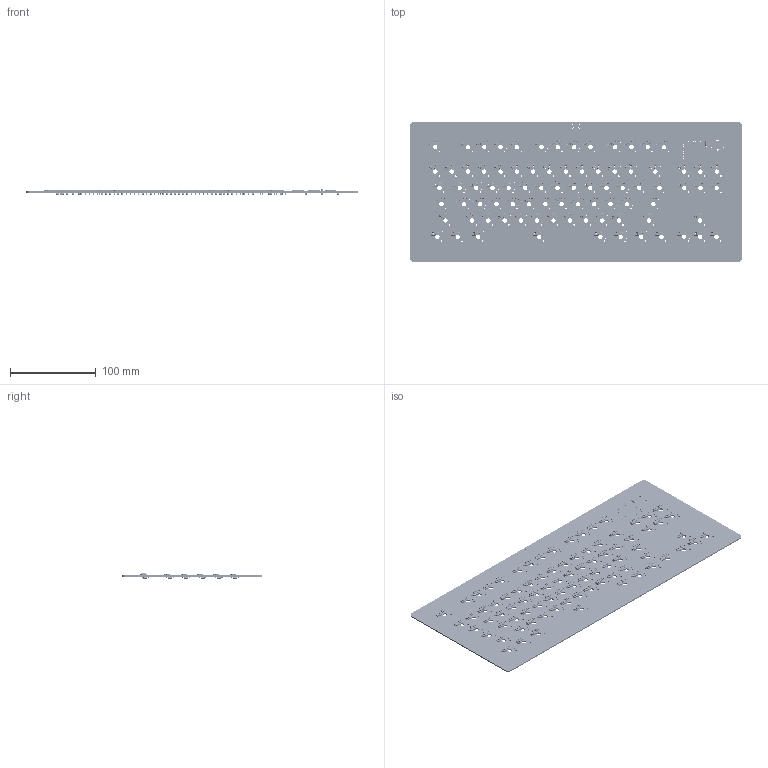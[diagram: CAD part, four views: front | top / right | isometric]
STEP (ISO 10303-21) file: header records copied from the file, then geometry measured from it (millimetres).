
FILE_DESCRIPTION(('KiCad electronic assembly'),'2;1');
FILE_NAME('mechanical-keyboard-updated.step','2025-06-15T23:35:26',( 'Pcbnew'),('Kicad'),'Open CASCADE STEP processor 7.8', 'KiCad to STEP converter','Unknown');
FILE_SCHEMA(('AUTOMOTIVE_DESIGN { 1 0 10303 214 1 1 1 1 }'));
Length unit declared in the file: millimetre
Products named in the file (9): mechanical-keyboard-updated 1; Kailh-Choc-Socket-CPG135001S30; Body; Insert 2; Insert 1; R_Axial_DIN0207_L6.3mm_D2.5mm_P7.62mm_Horizontal; R_0603_1608Metric; D_DO-35_SOD27_P7.62mm_Horizontal; mechanical-keyboard_PCB
Assembly tree (175 placements, depth 3):
  mechanical-keyboard-updated 1
    Kailh-Choc-Socket-CPG135001S30  x84
      Body
      Insert 2
      Insert 1
    R_Axial_DIN0207_L6.3mm_D2.5mm_P7.62mm_Horizontal
    R_0603_1608Metric  x2
    D_DO-35_SOD27_P7.62mm_Horizontal  x84
    mechanical-keyboard_PCB
Bounding box: 387.8 x 163.72 x 6.69 mm (x, y, z)
Volume: 98896.5 mm3; surface area: 156654.9 mm2
Topology: 424 solids, 424 shells, 24762 faces, 64074 edges, 40836 vertices
Faces by surface type: plane 14760, cylinder 8486, torus 1180, cone 168, sphere 168
Full cylindrical faces by diameter (mm): 0.5 x252, 0.6 x2, 0.65 x2, 0.8 x210, 1 x5, 2 x168, 2.02 x84, 2.25 x1, 2.5 x2, 2.9 x168, 3 x168, 5.1 x84
Entity records: 43561 total; most frequent: DIRECTION 7535, CARTESIAN_POINT 7418, ORIENTED_EDGE 6666, EDGE_CURVE 3333, AXIS2_PLACEMENT_3D 2884, FACE_BOUND 2298, EDGE_LOOP 2298, VERTEX_POINT 2197
